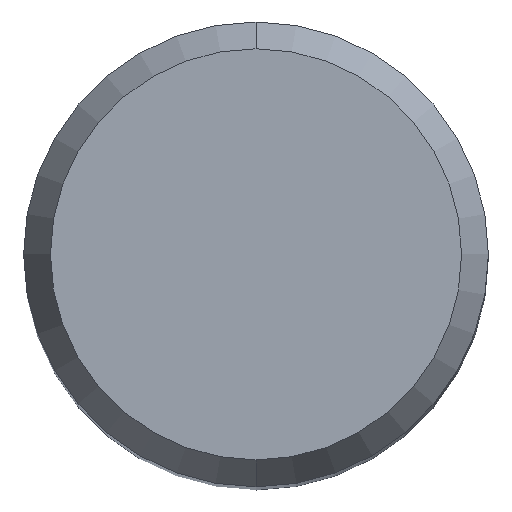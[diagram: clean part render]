
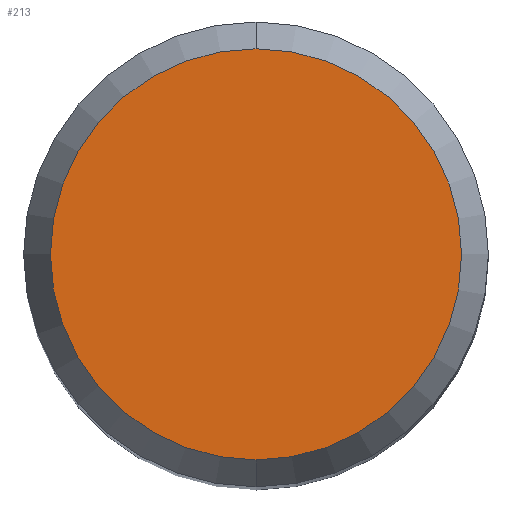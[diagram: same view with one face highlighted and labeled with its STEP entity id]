
A CAD part, top view. The second image highlights one B-rep face of the part: STEP entity #213.
In plain terms, the highlighted planar face has unit normal (0, 0, 1).
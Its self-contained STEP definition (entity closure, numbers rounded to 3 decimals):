
#213=ADVANCED_FACE('',(#573),#574,.T.);
#215=VERTEX_POINT('',#576);
#233=EDGE_CURVE('',#215,#367,#595,.T.);
#367=VERTEX_POINT('',#741);
#425=EDGE_CURVE('',#367,#215,#803,.T.);
#573=FACE_OUTER_BOUND('',#966,.T.);
#574=PLANE('',#967);
#576=CARTESIAN_POINT('',(0.,-4.423,0.0));
#595=CIRCLE('',#995,4.423);
#741=CARTESIAN_POINT('',(0.0,4.423,0.0));
#803=CIRCLE('',#1452,4.423);
#966=EDGE_LOOP('',(#1706,#1707));
#967=AXIS2_PLACEMENT_3D('',#1708,#1709,#1710);
#995=AXIS2_PLACEMENT_3D('',#1727,#1728,#1729);
#1452=AXIS2_PLACEMENT_3D('',#1934,#1935,#1936);
#1706=ORIENTED_EDGE('',*,*,#425,.F.);
#1707=ORIENTED_EDGE('',*,*,#233,.F.);
#1708=CARTESIAN_POINT('',(0.0,2.211,0.0));
#1709=DIRECTION('',(-0.0,0.0,1.0));
#1710=DIRECTION('',(0.0,-1.0,0.0));
#1727=CARTESIAN_POINT('',(0.0,0.0,0.0));
#1728=DIRECTION('',(0.0,0.0,-1.0));
#1729=DIRECTION('',(0.0,1.0,0.0));
#1934=CARTESIAN_POINT('',(0.0,0.0,0.0));
#1935=DIRECTION('',(0.0,0.0,-1.0));
#1936=DIRECTION('',(0.0,1.0,0.0));
